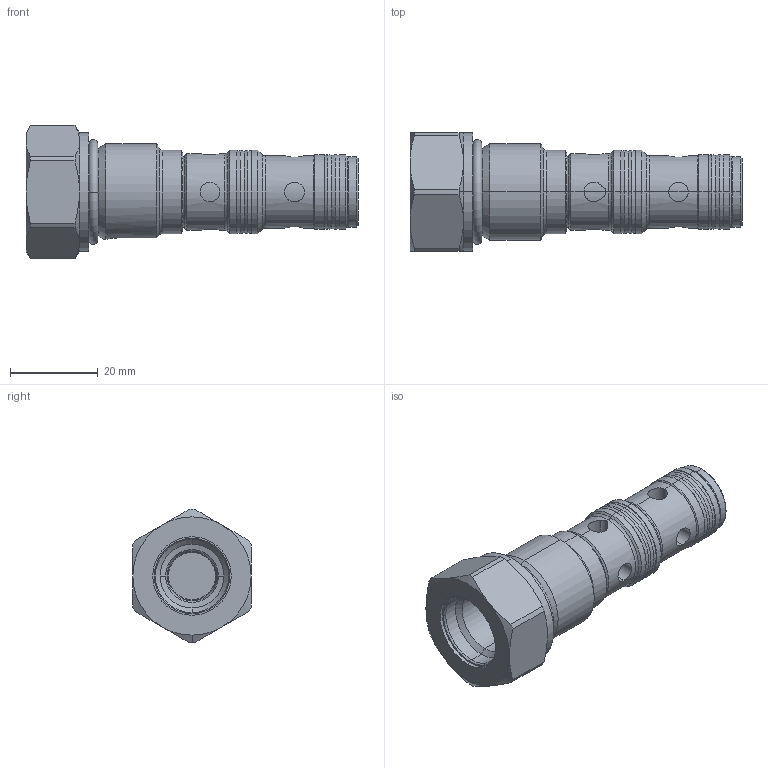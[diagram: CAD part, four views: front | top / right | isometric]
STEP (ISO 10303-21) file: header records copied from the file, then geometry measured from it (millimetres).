
FILE_DESCRIPTION (( 'STEP AP214' ), '1' );
FILE_NAME ('485.D2_Kunde.STEP', '2017-02-01T09:07:31', ( 'user' ), ( '' ), 'SwSTEP 2.0', 'SolidWorks 2016', '' );
FILE_SCHEMA (( 'AUTOMOTIVE_DESIGN' ));
Length unit declared in the file: millimetre
Products named in the file (1): 485.D2_Kunde
Bounding box: 75.8 x 27 x 30.5 mm (x, y, z)
Volume: 22101.1 mm3; surface area: 7643.3 mm2
Topology: 1 solids, 1 shells, 163 faces, 365 edges, 216 vertices
Faces by surface type: cone 61, cylinder 47, bspline 26, plane 19, torus 10
Entity records: 8113 total; most frequent: CARTESIAN_POINT 2770, DIRECTION 741, ORIENTED_EDGE 730, EDGE_CURVE 365, AXIS2_PLACEMENT_3D 312, VERTEX_POINT 216, EDGE_LOOP 175, CIRCLE 174
